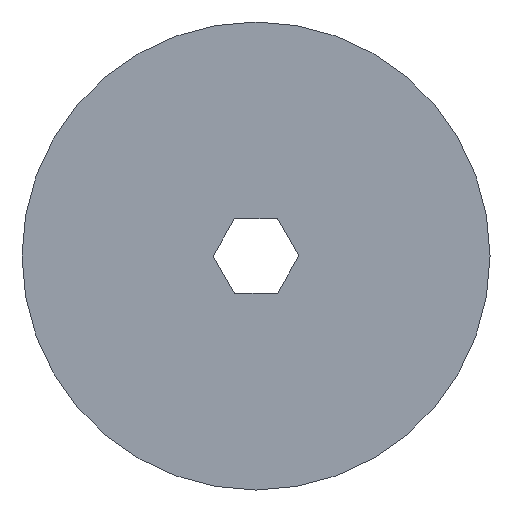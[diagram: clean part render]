
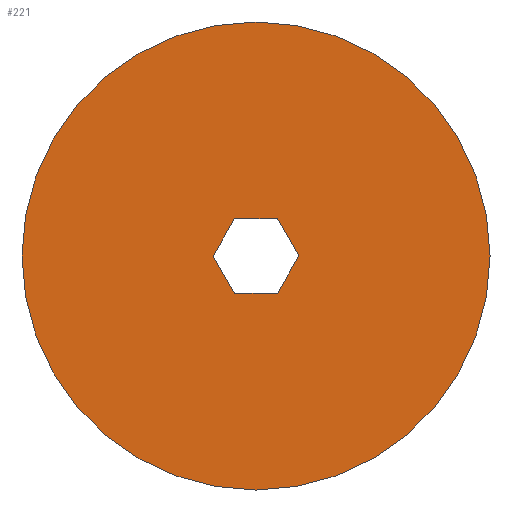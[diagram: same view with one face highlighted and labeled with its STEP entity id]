
A CAD part, left-side view. The second image highlights one B-rep face of the part: STEP entity #221.
In plain terms, the highlighted planar face has unit normal (-1, 0, 0).
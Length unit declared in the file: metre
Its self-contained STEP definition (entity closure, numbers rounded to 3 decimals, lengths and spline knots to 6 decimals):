
#18=LINE('',#379,#36);
#19=LINE('',#382,#37);
#20=LINE('',#384,#38);
#21=LINE('',#386,#39);
#22=LINE('',#388,#40);
#23=LINE('',#390,#41);
#36=VECTOR('',#295,1.);
#37=VECTOR('',#296,1.);
#38=VECTOR('',#297,1.);
#39=VECTOR('',#298,1.);
#40=VECTOR('',#299,1.);
#41=VECTOR('',#300,1.);
#50=PLANE('',#254);
#62=CIRCLE('',#252,0.045);
#81=ORIENTED_EDGE('',*,*,#130,.F.);
#82=ORIENTED_EDGE('',*,*,#131,.F.);
#83=ORIENTED_EDGE('',*,*,#132,.F.);
#84=ORIENTED_EDGE('',*,*,#133,.F.);
#85=ORIENTED_EDGE('',*,*,#134,.F.);
#86=ORIENTED_EDGE('',*,*,#135,.F.);
#87=ORIENTED_EDGE('',*,*,#128,.T.);
#128=EDGE_CURVE('',#154,#154,#62,.T.);
#130=EDGE_CURVE('',#156,#157,#18,.T.);
#131=EDGE_CURVE('',#158,#156,#19,.T.);
#132=EDGE_CURVE('',#159,#158,#20,.T.);
#133=EDGE_CURVE('',#160,#159,#21,.T.);
#134=EDGE_CURVE('',#161,#160,#22,.T.);
#135=EDGE_CURVE('',#157,#161,#23,.T.);
#154=VERTEX_POINT('',#375);
#156=VERTEX_POINT('',#380);
#157=VERTEX_POINT('',#381);
#158=VERTEX_POINT('',#383);
#159=VERTEX_POINT('',#385);
#160=VERTEX_POINT('',#387);
#161=VERTEX_POINT('',#389);
#176=EDGE_LOOP('',(#81,#82,#83,#84,#85,#86));
#177=EDGE_LOOP('',(#87));
#200=FACE_BOUND('',#176,.T.);
#201=FACE_BOUND('',#177,.T.);
#221=ADVANCED_FACE('',(#200,#201),#50,.T.);
#252=AXIS2_PLACEMENT_3D('',#374,#289,#290);
#254=AXIS2_PLACEMENT_3D('',#378,#293,#294);
#289=DIRECTION('',(-1.,0.,0.));
#290=DIRECTION('',(0.,0.,1.));
#293=DIRECTION('',(-1.,0.,0.));
#294=DIRECTION('',(0.,-1.,0.));
#295=DIRECTION('',(0.,-1.,0.002));
#296=DIRECTION('',(0.,-0.502,-0.865));
#297=DIRECTION('',(0.,0.498,-0.867));
#298=DIRECTION('',(0.,1.,-0.002));
#299=DIRECTION('',(0.,0.502,0.865));
#300=DIRECTION('',(0.,-0.498,0.867));
#374=CARTESIAN_POINT('',(-0.005,0.,0.));
#375=CARTESIAN_POINT('',(-0.005,0.,0.045));
#378=CARTESIAN_POINT('',(-0.005,0.,0.));
#379=CARTESIAN_POINT('',(-0.005,-0.000015,-0.007144));
#380=CARTESIAN_POINT('',(-0.005,0.00411,-0.007152));
#381=CARTESIAN_POINT('',(-0.005,-0.004139,-0.007135));
#382=CARTESIAN_POINT('',(-0.005,0.006179,-0.003585));
#383=CARTESIAN_POINT('',(-0.005,0.008249,-0.000017));
#384=CARTESIAN_POINT('',(-0.005,0.006194,0.003559));
#385=CARTESIAN_POINT('',(-0.005,0.004139,0.007135));
#386=CARTESIAN_POINT('',(-0.005,0.000015,0.007144));
#387=CARTESIAN_POINT('',(-0.005,-0.00411,0.007152));
#388=CARTESIAN_POINT('',(-0.005,-0.006179,0.003585));
#389=CARTESIAN_POINT('',(-0.005,-0.008249,0.000017));
#390=CARTESIAN_POINT('',(-0.005,-0.006194,-0.003559));
